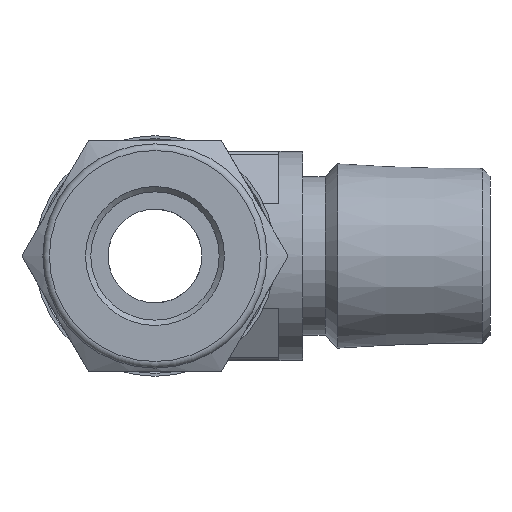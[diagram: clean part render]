
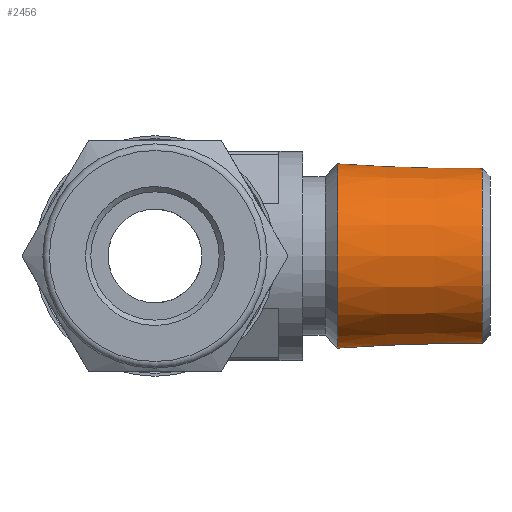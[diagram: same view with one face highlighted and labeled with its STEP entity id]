
A CAD part, left-side view. The second image highlights one B-rep face of the part: STEP entity #2456.
In plain terms, the highlighted conical face has half-angle 1.78 degrees and reference radius 6.817 mm.
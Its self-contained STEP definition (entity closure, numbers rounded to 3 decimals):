
#135=CONICAL_SURFACE('',#2731,6.817,0.031);
#248=CIRCLE('',#2730,6.987);
#249=CIRCLE('',#2732,6.646);
#385=FACE_OUTER_BOUND('',#557,.T.);
#557=EDGE_LOOP('',(#1947,#1948,#1949,#1950));
#707=LINE('',#4132,#872);
#872=VECTOR('',#3303,6.817);
#1112=VERTEX_POINT('',#4126);
#1113=VERTEX_POINT('',#4130);
#1402=EDGE_CURVE('',#1112,#1112,#248,.T.);
#1404=EDGE_CURVE('',#1113,#1113,#249,.T.);
#1405=EDGE_CURVE('',#1113,#1112,#707,.T.);
#1947=ORIENTED_EDGE('',*,*,#1404,.F.);
#1948=ORIENTED_EDGE('',*,*,#1405,.T.);
#1949=ORIENTED_EDGE('',*,*,#1402,.T.);
#1950=ORIENTED_EDGE('',*,*,#1405,.F.);
#2456=ADVANCED_FACE('',(#385),#135,.T.);
#2730=AXIS2_PLACEMENT_3D('',#4127,#3296,#3297);
#2731=AXIS2_PLACEMENT_3D('',#4129,#3299,#3300);
#2732=AXIS2_PLACEMENT_3D('',#4131,#3301,#3302);
#3296=DIRECTION('center_axis',(0.,-1.,0.));
#3297=DIRECTION('ref_axis',(1.,0.,0.));
#3299=DIRECTION('center_axis',(0.,1.,0.));
#3300=DIRECTION('ref_axis',(1.,0.,0.));
#3301=DIRECTION('center_axis',(0.,-1.,0.));
#3302=DIRECTION('ref_axis',(1.,0.,0.));
#3303=DIRECTION('',(-0.031,1.,0.));
#4126=CARTESIAN_POINT('',(-6.987,-13.857,0.));
#4127=CARTESIAN_POINT('Origin',(0.,-13.857,0.));
#4129=CARTESIAN_POINT('Origin',(0.,-19.336,0.));
#4130=CARTESIAN_POINT('',(-6.646,-24.816,0.));
#4131=CARTESIAN_POINT('Origin',(0.,-24.816,0.));
#4132=CARTESIAN_POINT('',(-6.817,-19.336,0.));
